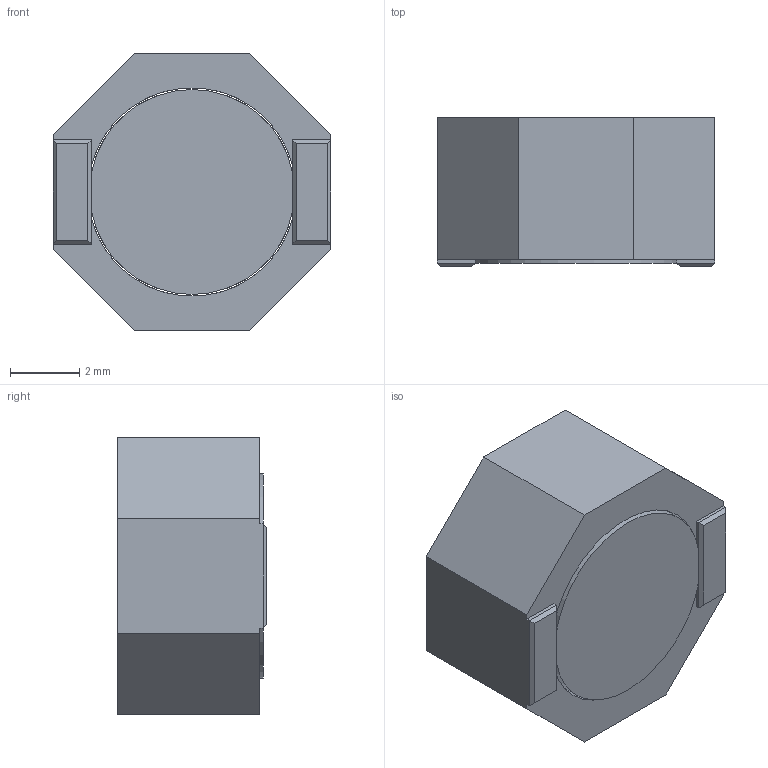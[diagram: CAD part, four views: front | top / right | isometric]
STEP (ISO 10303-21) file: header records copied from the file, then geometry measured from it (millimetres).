
FILE_DESCRIPTION((''),'2;1');
FILE_NAME('SRU8043','2012-07-13T',('ryans'),('Bourns, Inc.'),'PRO/ENGINEER BY PARAMETRIC TECHNOLOGY CORPORATION, 2010100','PRO/ENGINEER BY PARAMETRIC TECHNOLOGY CORPORATION, 2010100','');
FILE_SCHEMA(('CONFIG_CONTROL_DESIGN'));
Length unit declared in the file: millimetre
Products named in the file (1): SRU8043
Bounding box: 8 x 4.3 x 8 mm (x, y, z)
Volume: 217.5 mm3; surface area: 370.1 mm2
Topology: 1 solids, 1 shells, 37 faces, 98 edges, 60 vertices
Faces by surface type: plane 33, cylinder 4
Entity records: 1166 total; most frequent: ORIENTED_EDGE 196, CARTESIAN_POINT 195, DIRECTION 188, EDGE_CURVE 98, VECTOR 82, LINE 82, VERTEX_POINT 60, AXIS2_PLACEMENT_3D 53
